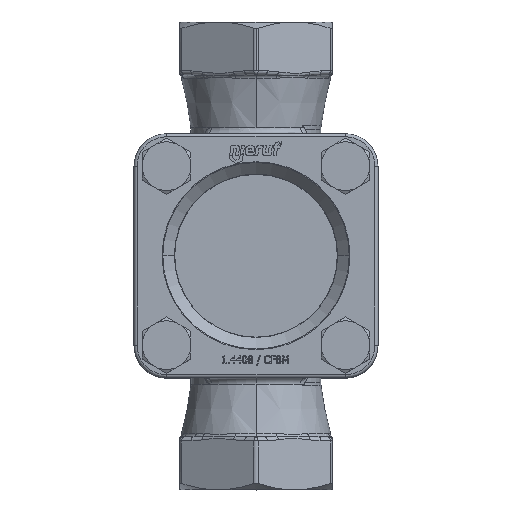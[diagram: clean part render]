
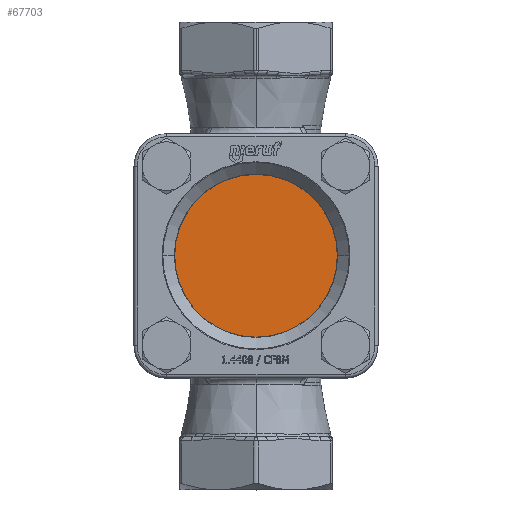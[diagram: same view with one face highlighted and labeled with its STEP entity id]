
A CAD part, top view. The second image highlights one B-rep face of the part: STEP entity #67703.
In plain terms, the highlighted planar face has unit normal (0, 0, 1).
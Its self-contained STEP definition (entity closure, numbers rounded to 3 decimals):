
#9584 = DIRECTION ( 'NONE',  ( 1., 0., 0. ) ) ;
#16262 = EDGE_CURVE ( 'NONE', #48440, #16646, #48694, .T. ) ;
#16646 = VERTEX_POINT ( 'NONE', #27849 ) ;
#20545 = AXIS2_PLACEMENT_3D ( 'NONE', #25446, #72085, #65297 ) ;
#25446 = CARTESIAN_POINT ( 'NONE',  ( 0., 0., 55.7 ) ) ;
#27849 = CARTESIAN_POINT ( 'NONE',  ( 50., 0., 55.7 ) ) ;
#28656 = DIRECTION ( 'NONE',  ( 0., 0., 1. ) ) ;
#35917 = FACE_OUTER_BOUND ( 'NONE', #72909, .T. ) ;
#43933 = ORIENTED_EDGE ( 'NONE', *, *, #16262, .T. ) ;
#48440 = VERTEX_POINT ( 'NONE', #48639 ) ;
#48639 = CARTESIAN_POINT ( 'NONE',  ( -50., 0., 55.7 ) ) ;
#48694 = CIRCLE ( 'NONE', #20545, 50. ) ;
#52265 = DIRECTION ( 'NONE',  ( 0., 0., 1. ) ) ;
#60197 = AXIS2_PLACEMENT_3D ( 'NONE', #91604, #52265, #9584 ) ;
#65297 = DIRECTION ( 'NONE',  ( 1., 0., 0. ) ) ;
#67058 = DIRECTION ( 'NONE',  ( 1., 0., 0. ) ) ;
#67703 = ADVANCED_FACE ( 'NONE', ( #35917 ), #83591, .T. ) ;
#69965 = ORIENTED_EDGE ( 'NONE', *, *, #75582, .T. ) ;
#72085 = DIRECTION ( 'NONE',  ( 0., 0., 1. ) ) ;
#72909 = EDGE_LOOP ( 'NONE', ( #43933, #69965 ) ) ;
#75582 = EDGE_CURVE ( 'NONE', #16646, #48440, #91601, .T. ) ;
#80944 = AXIS2_PLACEMENT_3D ( 'NONE', #91317, #28656, #67058 ) ;
#83591 = PLANE ( 'NONE',  #80944 ) ;
#91317 = CARTESIAN_POINT ( 'NONE',  ( 0., 0., 55.7 ) ) ;
#91601 = CIRCLE ( 'NONE', #60197, 50. ) ;
#91604 = CARTESIAN_POINT ( 'NONE',  ( 0., 0., 55.7 ) ) ;
